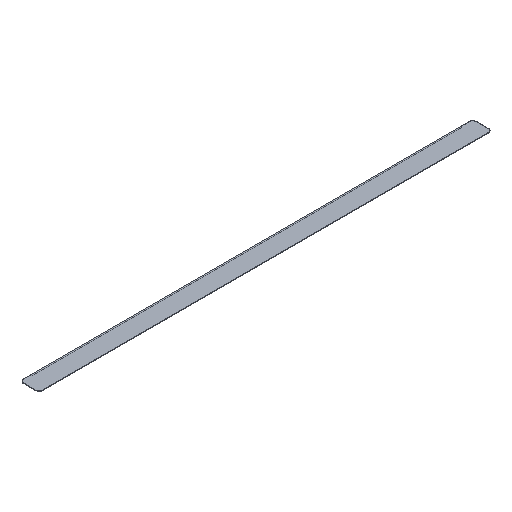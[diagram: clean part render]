
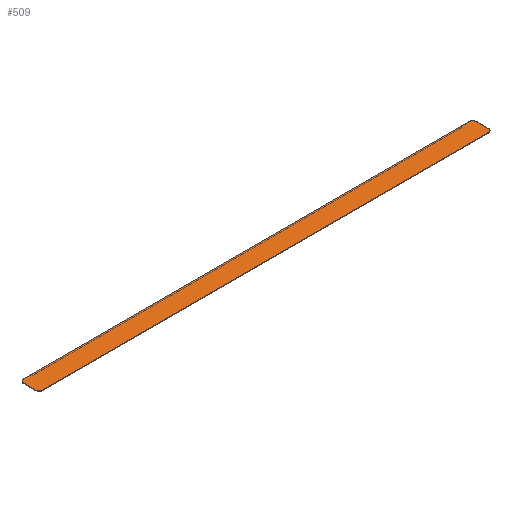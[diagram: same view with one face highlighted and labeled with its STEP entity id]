
A CAD part, isometric view. The second image highlights one B-rep face of the part: STEP entity #509.
In plain terms, the highlighted planar face has unit normal (0, 0, 1).
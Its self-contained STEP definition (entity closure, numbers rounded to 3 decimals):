
#16 = ORIENTED_EDGE ( 'NONE', *, *, #196, .T. ) ;
#25 = CIRCLE ( 'NONE', #330, 5. ) ;
#29 = AXIS2_PLACEMENT_3D ( 'NONE', #571, #37, #626 ) ;
#30 = EDGE_CURVE ( 'NONE', #631, #591, #227, .T. ) ;
#37 = DIRECTION ( 'NONE',  ( 0., 0., 1. ) ) ;
#39 = CARTESIAN_POINT ( 'NONE',  ( 338.25, -14.5, 0. ) ) ;
#56 = PLANE ( 'NONE',  #404 ) ;
#61 = FACE_OUTER_BOUND ( 'NONE', #157, .T. ) ;
#67 = CARTESIAN_POINT ( 'NONE',  ( -343.25, -9.5, 0. ) ) ;
#82 = ORIENTED_EDGE ( 'NONE', *, *, #333, .T. ) ;
#92 = VECTOR ( 'NONE', #608, 1000. ) ;
#113 = CARTESIAN_POINT ( 'NONE',  ( -338.25, -9.5, 0. ) ) ;
#121 = CARTESIAN_POINT ( 'NONE',  ( 338.25, -9.5, 0. ) ) ;
#124 = CARTESIAN_POINT ( 'NONE',  ( 343.25, -9.5, 0. ) ) ;
#125 = CARTESIAN_POINT ( 'NONE',  ( -338.25, 9.5, 0. ) ) ;
#146 = LINE ( 'NONE', #622, #339 ) ;
#157 = EDGE_LOOP ( 'NONE', ( #539, #492, #692, #338, #669, #82, #637, #16 ) ) ;
#177 = EDGE_CURVE ( 'NONE', #235, #572, #557, .T. ) ;
#196 = EDGE_CURVE ( 'NONE', #575, #631, #315, .T. ) ;
#227 = CIRCLE ( 'NONE', #29, 5. ) ;
#229 = DIRECTION ( 'NONE',  ( 0., 0., 1. ) ) ;
#233 = CARTESIAN_POINT ( 'NONE',  ( 0., 0., 0. ) ) ;
#235 = VERTEX_POINT ( 'NONE', #318 ) ;
#242 = DIRECTION ( 'NONE',  ( 1., 0., 0. ) ) ;
#253 = VECTOR ( 'NONE', #550, 1000. ) ;
#293 = DIRECTION ( 'NONE',  ( 0., 0., 1. ) ) ;
#297 = VERTEX_POINT ( 'NONE', #423 ) ;
#302 = DIRECTION ( 'NONE',  ( 0., 0., 1. ) ) ;
#315 = LINE ( 'NONE', #413, #92 ) ;
#318 = CARTESIAN_POINT ( 'NONE',  ( -343.25, 9.5, 0. ) ) ;
#330 = AXIS2_PLACEMENT_3D ( 'NONE', #121, #293, #345 ) ;
#333 = EDGE_CURVE ( 'NONE', #297, #380, #146, .T. ) ;
#338 = ORIENTED_EDGE ( 'NONE', *, *, #177, .T. ) ;
#339 = VECTOR ( 'NONE', #388, 1000. ) ;
#345 = DIRECTION ( 'NONE',  ( 1., 0., 0. ) ) ;
#372 = CARTESIAN_POINT ( 'NONE',  ( 343.25, 9.5, 0. ) ) ;
#380 = VERTEX_POINT ( 'NONE', #39 ) ;
#381 = CARTESIAN_POINT ( 'NONE',  ( 338.25, 14.5, 0. ) ) ;
#388 = DIRECTION ( 'NONE',  ( 1., 0., 0. ) ) ;
#389 = LINE ( 'NONE', #607, #253 ) ;
#404 = AXIS2_PLACEMENT_3D ( 'NONE', #233, #302, #242 ) ;
#412 = CARTESIAN_POINT ( 'NONE',  ( -343.25, 14.5, 0. ) ) ;
#413 = CARTESIAN_POINT ( 'NONE',  ( 343.25, 14.5, 0. ) ) ;
#420 = DIRECTION ( 'NONE',  ( 0., 0., 1. ) ) ;
#423 = CARTESIAN_POINT ( 'NONE',  ( -338.25, -14.5, 0. ) ) ;
#442 = EDGE_CURVE ( 'NONE', #572, #297, #582, .T. ) ;
#457 = CIRCLE ( 'NONE', #562, 5. ) ;
#478 = EDGE_CURVE ( 'NONE', #380, #575, #25, .T. ) ;
#492 = ORIENTED_EDGE ( 'NONE', *, *, #755, .T. ) ;
#495 = VECTOR ( 'NONE', #598, 1000. ) ;
#498 = CARTESIAN_POINT ( 'NONE',  ( -338.25, 14.5, 0. ) ) ;
#499 = AXIS2_PLACEMENT_3D ( 'NONE', #113, #229, #579 ) ;
#509 = ADVANCED_FACE ( 'NONE', ( #61 ), #56, .T. ) ;
#535 = DIRECTION ( 'NONE',  ( 1., 0., 0. ) ) ;
#539 = ORIENTED_EDGE ( 'NONE', *, *, #30, .T. ) ;
#550 = DIRECTION ( 'NONE',  ( -1., 0., 0. ) ) ;
#551 = EDGE_CURVE ( 'NONE', #688, #235, #457, .T. ) ;
#557 = LINE ( 'NONE', #412, #495 ) ;
#562 = AXIS2_PLACEMENT_3D ( 'NONE', #125, #420, #535 ) ;
#571 = CARTESIAN_POINT ( 'NONE',  ( 338.25, 9.5, 0. ) ) ;
#572 = VERTEX_POINT ( 'NONE', #67 ) ;
#575 = VERTEX_POINT ( 'NONE', #124 ) ;
#579 = DIRECTION ( 'NONE',  ( 1., 0., 0. ) ) ;
#582 = CIRCLE ( 'NONE', #499, 5. ) ;
#591 = VERTEX_POINT ( 'NONE', #381 ) ;
#598 = DIRECTION ( 'NONE',  ( 0., -1., 0. ) ) ;
#607 = CARTESIAN_POINT ( 'NONE',  ( -343.25, 14.5, 0. ) ) ;
#608 = DIRECTION ( 'NONE',  ( 0., 1., 0. ) ) ;
#622 = CARTESIAN_POINT ( 'NONE',  ( -343.25, -14.5, 0. ) ) ;
#626 = DIRECTION ( 'NONE',  ( 1., 0., 0. ) ) ;
#631 = VERTEX_POINT ( 'NONE', #372 ) ;
#637 = ORIENTED_EDGE ( 'NONE', *, *, #478, .T. ) ;
#669 = ORIENTED_EDGE ( 'NONE', *, *, #442, .T. ) ;
#688 = VERTEX_POINT ( 'NONE', #498 ) ;
#692 = ORIENTED_EDGE ( 'NONE', *, *, #551, .T. ) ;
#755 = EDGE_CURVE ( 'NONE', #591, #688, #389, .T. ) ;
